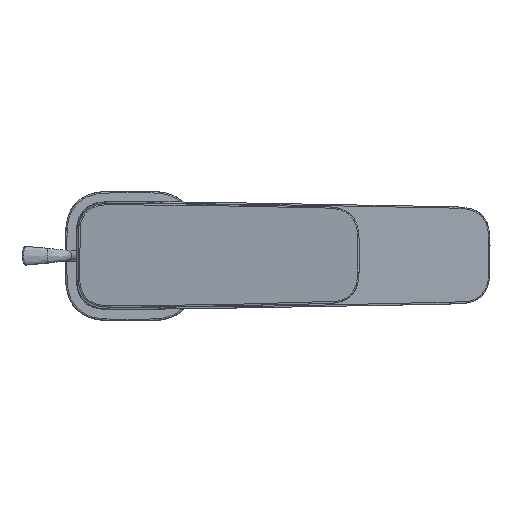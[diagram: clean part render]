
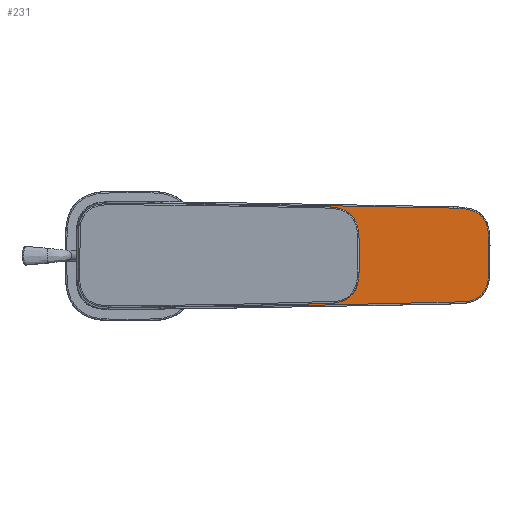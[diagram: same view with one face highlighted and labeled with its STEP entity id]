
A CAD part, top view. The second image highlights one B-rep face of the part: STEP entity #231.
In plain terms, the highlighted planar face has unit normal (0, 0, 1).
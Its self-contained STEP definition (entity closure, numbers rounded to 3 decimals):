
#34=FACE_BOUND('',#1621,.T.);
#146=CIRCLE('',#11482,18.45);
#147=CIRCLE('',#11483,18.45);
#182=PLANE('',#11494);
#231=ADVANCED_FACE('extract',(#336,#34),#182,.T.);
#336=FACE_OUTER_BOUND('',#1620,.T.);
#498=B_SPLINE_CURVE_WITH_KNOTS('',3,(#6592,#7607,#7608,#7609,#7610,#7611,#7612,#7613,#7614,#7615,#7616,#7617,#7618,#7619,#7620,#7621,#7622,#7623,#7624,#7625,#7626,#7627,#7628,#7629,#7630,#7631,#7632,#7633,#7634,#7635,#7636,#7637,#7638,#7639,#7640,#7641,#7642,#7643,#7644,#7645,#7646,#7647,#7648,#7649,#7650,#7651,#7652,#7653,#7654,#7655,#6591),.UNSPECIFIED.,.F.,.U.,(4,1,1,1,1,1,1,1,1,1,1,1,1,1,1,1,1,1,1,1,1,1,1,1,1,1,1,1,1,1,1,1,1,1,1,1,1,1,1,1,1,1,1,1,1,1,1,1,4),(0.,0.011,0.021,0.032,0.043,0.054,0.064,0.075,0.086,0.096,0.107,0.117,0.131,0.145,0.158,0.172,0.188,0.203,0.219,0.234,0.25,0.266,0.282,0.297,0.313,0.328,0.344,0.36,0.375,0.391,0.407,0.422,0.438,0.453,0.469,0.485,0.5,0.563,0.625,0.688,0.75,0.813,0.852,0.891,0.93,0.969,0.979,0.989,1.),.UNSPECIFIED.);
#818=ORIENTED_EDGE('',*,*,#1260,.F.);
#819=ORIENTED_EDGE('',*,*,#1236,.F.);
#820=ORIENTED_EDGE('',*,*,#1220,.F.);
#821=ORIENTED_EDGE('',*,*,#1219,.F.);
#1219=EDGE_CURVE('91',#1466,#1467,#146,.T.);
#1220=EDGE_CURVE('92',#1467,#1466,#147,.T.);
#1236=EDGE_CURVE('108',#1481,#1482,#1403,.T.);
#1260=EDGE_CURVE('132',#1482,#1481,#498,.T.);
#1403=(
BOUNDED_CURVE()
B_SPLINE_CURVE(3,(#6591,#6593,#6594,#6595,#6596,#6597,#6598,#6599,#6600,#6601,#6602,#6603,#6604,#6605,#6606,#6607,#6608,#6609,#6610,#6611,#6612,#6613,#6614,#6615,#6616,#6617,#6618,#6619,#6620,#6621,#6622,#6623,#6624,#6625,#6626,#6592),.UNSPECIFIED.,.F.,.F.)
B_SPLINE_CURVE_WITH_KNOTS((4,1,1,1,1,1,1,1,1,1,1,1,1,1,1,1,1,1,1,1,1,1,1,1,1,1,1,1,1,1,1,1,1,4),(0.,0.016,0.031,0.047,0.063,0.078,0.094,0.109,0.125,0.141,0.156,0.172,0.18,0.188,0.195,0.219,0.234,0.25,0.266,0.281,0.297,0.305,0.313,0.328,0.406,0.438,0.469,0.563,0.75,0.906,0.938,0.969,0.984,1.),.UNSPECIFIED.)
CURVE()
GEOMETRIC_REPRESENTATION_ITEM()
RATIONAL_B_SPLINE_CURVE((1.,1.,1.,1.,1.,1.,1.,1.,1.,1.,1.,1.,1.,1.,1.,1.,1.,1.,1.,1.,1.,1.,1.,1.,1.,1.,1.,1.,1.,1.,1.,1.,1.,1.,1.,1.))
REPRESENTATION_ITEM('')
);
#1466=VERTEX_POINT('60',#6266);
#1467=VERTEX_POINT('61',#6267);
#1481=VERTEX_POINT('75',#6591);
#1482=VERTEX_POINT('76',#6592);
#1620=EDGE_LOOP('',(#818,#819));
#1621=EDGE_LOOP('',(#820,#821));
#6266=CARTESIAN_POINT('',(-3.204,-18.17,127.168));
#6267=CARTESIAN_POINT('',(3.204,18.17,127.168));
#6268=CARTESIAN_POINT('',(0.,0.,127.168));
#6591=CARTESIAN_POINT('',(-8.541,-19.467,127.168));
#6592=CARTESIAN_POINT('',(120.497,17.615,127.168));
#6593=CARTESIAN_POINT('',(-9.47,-19.442,127.168));
#6594=CARTESIAN_POINT('',(-11.338,-19.322,127.168));
#6595=CARTESIAN_POINT('',(-14.067,-18.633,127.168));
#6596=CARTESIAN_POINT('',(-16.499,-17.17,127.168));
#6597=CARTESIAN_POINT('',(-18.244,-14.924,127.168));
#6598=CARTESIAN_POINT('',(-19.165,-12.256,127.168));
#6599=CARTESIAN_POINT('',(-19.481,-9.465,127.168));
#6600=CARTESIAN_POINT('',(-19.487,-6.683,127.168));
#6601=CARTESIAN_POINT('',(-19.497,-3.813,127.168));
#6602=CARTESIAN_POINT('',(-19.5,-0.972,127.168));
#6603=CARTESIAN_POINT('',(-19.5,1.88,127.168));
#6604=CARTESIAN_POINT('',(-19.495,4.249,127.168));
#6605=CARTESIAN_POINT('',(-19.489,6.157,127.168));
#6606=CARTESIAN_POINT('',(-19.487,7.566,127.168));
#6607=CARTESIAN_POINT('',(-19.449,9.888,127.168));
#6608=CARTESIAN_POINT('',(-19.146,12.699,127.168));
#6609=CARTESIAN_POINT('',(-17.779,15.706,127.168));
#6610=CARTESIAN_POINT('',(-15.78,17.729,127.168));
#6611=CARTESIAN_POINT('',(-13.214,18.925,127.168));
#6612=CARTESIAN_POINT('',(-10.445,19.422,127.168));
#6613=CARTESIAN_POINT('',(-8.12,19.484,127.168));
#6614=CARTESIAN_POINT('',(-6.247,19.488,127.168));
#6615=CARTESIAN_POINT('',(-4.339,19.495,127.168));
#6616=CARTESIAN_POINT('',(1.828,19.506,127.168));
#6617=CARTESIAN_POINT('',(9.426,19.483,127.168));
#6618=CARTESIAN_POINT('',(17.97,19.414,127.168));
#6619=CARTESIAN_POINT('',(27.463,19.286,127.168));
#6620=CARTESIAN_POINT('',(46.449,19.012,127.168));
#6621=CARTESIAN_POINT('',(73.032,18.523,127.168));
#6622=CARTESIAN_POINT('',(95.817,18.096,127.168));
#6623=CARTESIAN_POINT('',(109.105,17.841,127.168));
#6624=CARTESIAN_POINT('',(113.854,17.753,127.168));
#6625=CARTESIAN_POINT('',(117.646,17.68,127.168));
#6626=CARTESIAN_POINT('',(119.554,17.636,127.168));
#7606=CARTESIAN_POINT('',(-35.407,24.509,127.168));
#7607=CARTESIAN_POINT('',(121.141,17.6,127.168));
#7608=CARTESIAN_POINT('',(122.433,17.57,127.168));
#7609=CARTESIAN_POINT('',(124.374,17.437,127.168));
#7610=CARTESIAN_POINT('',(126.306,17.112,127.168));
#7611=CARTESIAN_POINT('',(128.177,16.496,127.168));
#7612=CARTESIAN_POINT('',(129.887,15.506,127.168));
#7613=CARTESIAN_POINT('',(131.314,14.142,127.168));
#7614=CARTESIAN_POINT('',(132.357,12.48,127.168));
#7615=CARTESIAN_POINT('',(133.027,10.656,127.168));
#7616=CARTESIAN_POINT('',(133.388,8.769,127.168));
#7617=CARTESIAN_POINT('',(133.532,6.867,127.168));
#7618=CARTESIAN_POINT('',(133.557,4.774,127.168));
#7619=CARTESIAN_POINT('',(133.553,2.487,127.168));
#7620=CARTESIAN_POINT('',(133.559,0.006,127.168));
#7621=CARTESIAN_POINT('',(133.558,-2.476,127.168));
#7622=CARTESIAN_POINT('',(133.555,-5.068,127.168));
#7623=CARTESIAN_POINT('',(133.526,-7.78,127.168));
#7624=CARTESIAN_POINT('',(133.1,-10.593,127.168));
#7625=CARTESIAN_POINT('',(132.028,-13.269,127.168));
#7626=CARTESIAN_POINT('',(130.101,-15.46,127.168));
#7627=CARTESIAN_POINT('',(127.529,-16.825,127.168));
#7628=CARTESIAN_POINT('',(124.717,-17.436,127.168));
#7629=CARTESIAN_POINT('',(121.869,-17.599,127.168));
#7630=CARTESIAN_POINT('',(119.032,-17.643,127.168));
#7631=CARTESIAN_POINT('',(116.202,-17.711,127.168));
#7632=CARTESIAN_POINT('',(113.376,-17.761,127.168));
#7633=CARTESIAN_POINT('',(110.547,-17.814,127.168));
#7634=CARTESIAN_POINT('',(107.711,-17.868,127.168));
#7635=CARTESIAN_POINT('',(104.87,-17.921,127.168));
#7636=CARTESIAN_POINT('',(102.027,-17.976,127.168));
#7637=CARTESIAN_POINT('',(99.189,-18.03,127.168));
#7638=CARTESIAN_POINT('',(96.353,-18.084,127.168));
#7639=CARTESIAN_POINT('',(93.521,-18.138,127.168));
#7640=CARTESIAN_POINT('',(90.691,-18.191,127.168));
#7641=CARTESIAN_POINT('',(87.863,-18.245,127.168));
#7642=CARTESIAN_POINT('',(85.034,-18.298,127.168));
#7643=CARTESIAN_POINT('',(79.369,-18.405,127.168));
#7644=CARTESIAN_POINT('',(70.865,-18.562,127.168));
#7645=CARTESIAN_POINT('',(59.522,-18.767,127.168));
#7646=CARTESIAN_POINT('',(48.178,-18.965,127.168));
#7647=CARTESIAN_POINT('',(36.835,-19.153,127.168));
#7648=CARTESIAN_POINT('',(26.909,-19.292,127.168));
#7649=CARTESIAN_POINT('',(18.402,-19.411,127.168));
#7650=CARTESIAN_POINT('',(11.312,-19.469,127.168));
#7651=CARTESIAN_POINT('',(4.222,-19.502,127.168));
#7652=CARTESIAN_POINT('',(-1.136,-19.496,127.168));
#7653=CARTESIAN_POINT('',(-4.748,-19.501,127.168));
#7654=CARTESIAN_POINT('',(-6.639,-19.498,127.168));
#7655=CARTESIAN_POINT('',(-7.898,-19.477,127.168));
#11482=AXIS2_PLACEMENT_3D('',#6268,#11551,#11591);
#11483=AXIS2_PLACEMENT_3D('',#6268,#11551,#11592);
#11494=AXIS2_PLACEMENT_3D('',#7606,#11551,#11556);
#11551=DIRECTION('',(0.,0.,1.));
#11556=DIRECTION('',(0.,-1.,0.));
#11591=DIRECTION('',(-0.174,-0.985,0.));
#11592=DIRECTION('',(0.174,0.985,0.));
